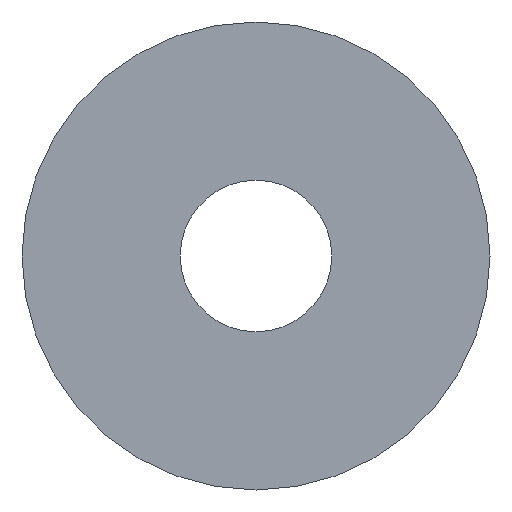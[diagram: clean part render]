
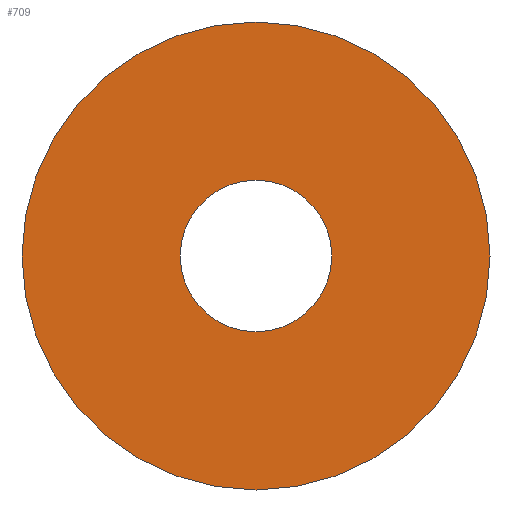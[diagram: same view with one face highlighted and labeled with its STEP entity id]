
A CAD part, front view. The second image highlights one B-rep face of the part: STEP entity #709.
In plain terms, the highlighted planar face has unit normal (0, -1, 0).
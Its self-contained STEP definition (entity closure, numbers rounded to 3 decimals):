
#21 = FACE_OUTER_BOUND ( 'NONE', #289, .T. ) ;
#23 = AXIS2_PLACEMENT_3D ( 'NONE', #563, #216, #609 ) ;
#35 = DIRECTION ( 'NONE',  ( 0., 0., 1. ) ) ;
#43 = EDGE_CURVE ( 'NONE', #600, #407, #519, .T. ) ;
#56 = CARTESIAN_POINT ( 'NONE',  ( 0., 0., -10.5 ) ) ;
#60 = ORIENTED_EDGE ( 'NONE', *, *, #43, .T. ) ;
#87 = DIRECTION ( 'NONE',  ( 0., 1., 0. ) ) ;
#108 = EDGE_CURVE ( 'NONE', #407, #600, #469, .T. ) ;
#121 = EDGE_CURVE ( 'NONE', #221, #700, #170, .T. ) ;
#122 = ORIENTED_EDGE ( 'NONE', *, *, #121, .T. ) ;
#170 = CIRCLE ( 'NONE', #23, 10.5 ) ;
#195 = DIRECTION ( 'NONE',  ( 0., -1., 0. ) ) ;
#216 = DIRECTION ( 'NONE',  ( 0., -1., 0. ) ) ;
#221 = VERTEX_POINT ( 'NONE', #56 ) ;
#230 = AXIS2_PLACEMENT_3D ( 'NONE', #698, #195, #492 ) ;
#289 = EDGE_LOOP ( 'NONE', ( #122, #705 ) ) ;
#326 = CARTESIAN_POINT ( 'NONE',  ( 0., 0., 0. ) ) ;
#333 = ORIENTED_EDGE ( 'NONE', *, *, #108, .T. ) ;
#355 = FACE_BOUND ( 'NONE', #511, .T. ) ;
#386 = DIRECTION ( 'NONE',  ( 0., 0., -1. ) ) ;
#403 = DIRECTION ( 'NONE',  ( 0., 1., 0. ) ) ;
#407 = VERTEX_POINT ( 'NONE', #493 ) ;
#444 = PLANE ( 'NONE',  #230 ) ;
#453 = CARTESIAN_POINT ( 'NONE',  ( 0., 0., 0. ) ) ;
#467 = AXIS2_PLACEMENT_3D ( 'NONE', #453, #87, #502 ) ;
#469 = CIRCLE ( 'NONE', #719, 3.4 ) ;
#488 = CIRCLE ( 'NONE', #724, 10.5 ) ;
#492 = DIRECTION ( 'NONE',  ( 0., 0., -1. ) ) ;
#493 = CARTESIAN_POINT ( 'NONE',  ( 0., 0., -3.4 ) ) ;
#502 = DIRECTION ( 'NONE',  ( 0., 0., 1. ) ) ;
#511 = EDGE_LOOP ( 'NONE', ( #60, #333 ) ) ;
#519 = CIRCLE ( 'NONE', #467, 3.4 ) ;
#537 = CARTESIAN_POINT ( 'NONE',  ( 0., 0., 3.4 ) ) ;
#563 = CARTESIAN_POINT ( 'NONE',  ( 0., 0., 0. ) ) ;
#600 = VERTEX_POINT ( 'NONE', #537 ) ;
#609 = DIRECTION ( 'NONE',  ( 0., 0., -1. ) ) ;
#642 = CARTESIAN_POINT ( 'NONE',  ( 0., 0., 10.5 ) ) ;
#670 = EDGE_CURVE ( 'NONE', #700, #221, #488, .T. ) ;
#696 = DIRECTION ( 'NONE',  ( 0., -1., 0. ) ) ;
#698 = CARTESIAN_POINT ( 'NONE',  ( 0., 0., 0. ) ) ;
#700 = VERTEX_POINT ( 'NONE', #642 ) ;
#705 = ORIENTED_EDGE ( 'NONE', *, *, #670, .T. ) ;
#709 = ADVANCED_FACE ( 'NONE', ( #355, #21 ), #444, .T. ) ;
#716 = CARTESIAN_POINT ( 'NONE',  ( 0., 0., 0. ) ) ;
#719 = AXIS2_PLACEMENT_3D ( 'NONE', #716, #403, #35 ) ;
#724 = AXIS2_PLACEMENT_3D ( 'NONE', #326, #696, #386 ) ;
